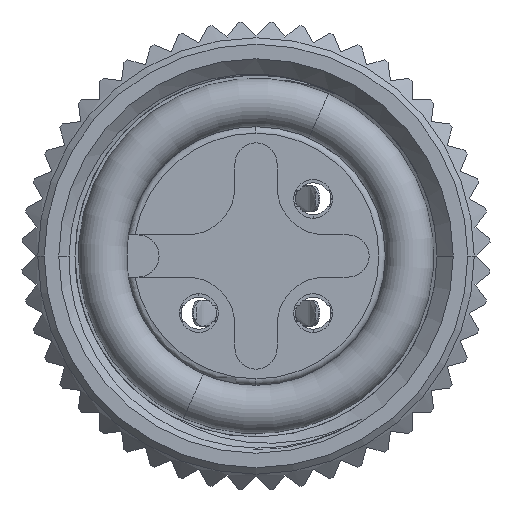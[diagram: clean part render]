
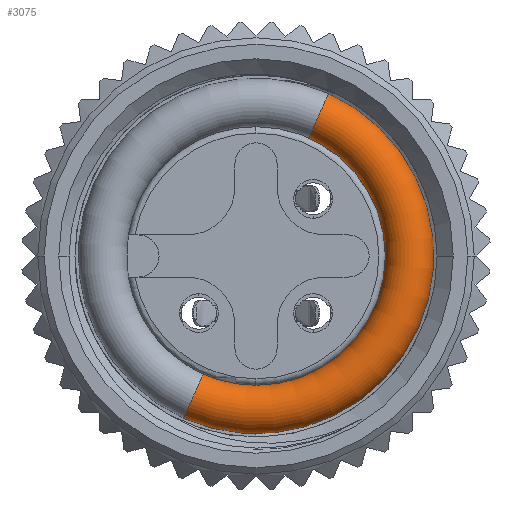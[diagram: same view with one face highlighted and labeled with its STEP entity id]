
A CAD part, left-side view. The second image highlights one B-rep face of the part: STEP entity #3075.
In plain terms, the highlighted toroidal (fillet/blend) face has major radius 4.75 mm and minor radius 0.75 mm.
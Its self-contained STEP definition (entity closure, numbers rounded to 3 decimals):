
#226 = CIRCLE ( 'NONE', #10723, 4. ) ;
#333 = CARTESIAN_POINT ( 'NONE',  ( 0., 0., 4. ) ) ;
#350 = EDGE_CURVE ( 'NONE', #2324, #7431, #15612, .T. ) ;
#867 = ORIENTED_EDGE ( 'NONE', *, *, #7461, .F. ) ;
#1271 = TOROIDAL_SURFACE ( 'NONE', #9159, 4.75, 0.75 ) ;
#1480 = AXIS2_PLACEMENT_3D ( 'NONE', #5723, #12118, #5550 ) ;
#1489 = FACE_OUTER_BOUND ( 'NONE', #14118, .T. ) ;
#1985 = CARTESIAN_POINT ( 'NONE',  ( 0., 0., 4.75 ) ) ;
#2324 = VERTEX_POINT ( 'NONE', #12011 ) ;
#3075 = ADVANCED_FACE ( 'NONE', ( #1489 ), #1271, .T. ) ;
#3164 = CARTESIAN_POINT ( 'NONE',  ( 0., 0., -4. ) ) ;
#4471 = EDGE_CURVE ( 'NONE', #2324, #8641, #9894, .T. ) ;
#4837 = DIRECTION ( 'NONE',  ( -1., 0., 0. ) ) ;
#5102 = VERTEX_POINT ( 'NONE', #333 ) ;
#5248 = AXIS2_PLACEMENT_3D ( 'NONE', #11346, #4837, #6065 ) ;
#5304 = DIRECTION ( 'NONE',  ( 0., 0., 1. ) ) ;
#5550 = DIRECTION ( 'NONE',  ( 0., 0., 1. ) ) ;
#5723 = CARTESIAN_POINT ( 'NONE',  ( 0., 0., -4.75 ) ) ;
#5783 = CARTESIAN_POINT ( 'NONE',  ( 0., 0., 5.5 ) ) ;
#5945 = CIRCLE ( 'NONE', #8889, 0.75 ) ;
#6065 = DIRECTION ( 'NONE',  ( 0., 0., 1. ) ) ;
#6413 = CARTESIAN_POINT ( 'NONE',  ( 0., 0., 0. ) ) ;
#7431 = VERTEX_POINT ( 'NONE', #3164 ) ;
#7461 = EDGE_CURVE ( 'NONE', #7431, #5102, #226, .T. ) ;
#8192 = DIRECTION ( 'NONE',  ( 0., 0., -1. ) ) ;
#8569 = EDGE_CURVE ( 'NONE', #8641, #5102, #5945, .T. ) ;
#8641 = VERTEX_POINT ( 'NONE', #5783 ) ;
#8889 = AXIS2_PLACEMENT_3D ( 'NONE', #1985, #13343, #8192 ) ;
#8978 = DIRECTION ( 'NONE',  ( -1., 0., 0. ) ) ;
#9159 = AXIS2_PLACEMENT_3D ( 'NONE', #13047, #15666, #5304 ) ;
#9748 = ORIENTED_EDGE ( 'NONE', *, *, #4471, .T. ) ;
#9894 = CIRCLE ( 'NONE', #5248, 5.5 ) ;
#10723 = AXIS2_PLACEMENT_3D ( 'NONE', #6413, #8978, #11692 ) ;
#11346 = CARTESIAN_POINT ( 'NONE',  ( 0., 0., 0. ) ) ;
#11437 = ORIENTED_EDGE ( 'NONE', *, *, #350, .F. ) ;
#11692 = DIRECTION ( 'NONE',  ( 0., 0., 1. ) ) ;
#12011 = CARTESIAN_POINT ( 'NONE',  ( 0., 0., -5.5 ) ) ;
#12118 = DIRECTION ( 'NONE',  ( 0., 1., 0. ) ) ;
#13047 = CARTESIAN_POINT ( 'NONE',  ( 0., 0., 0. ) ) ;
#13343 = DIRECTION ( 'NONE',  ( 0., -1., 0. ) ) ;
#14118 = EDGE_LOOP ( 'NONE', ( #11437, #9748, #16017, #867 ) ) ;
#15612 = CIRCLE ( 'NONE', #1480, 0.75 ) ;
#15666 = DIRECTION ( 'NONE',  ( -1., 0., 0. ) ) ;
#16017 = ORIENTED_EDGE ( 'NONE', *, *, #8569, .T. ) ;
